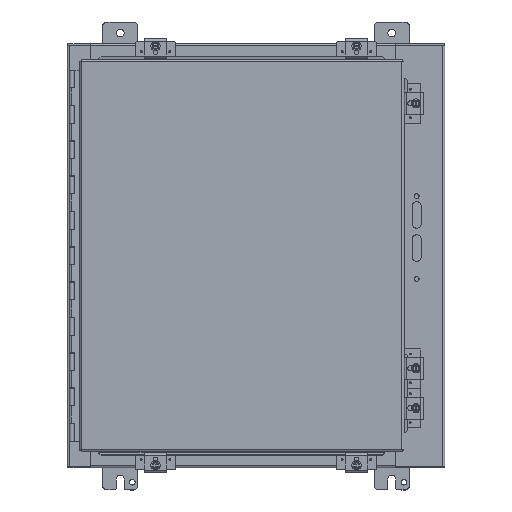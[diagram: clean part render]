
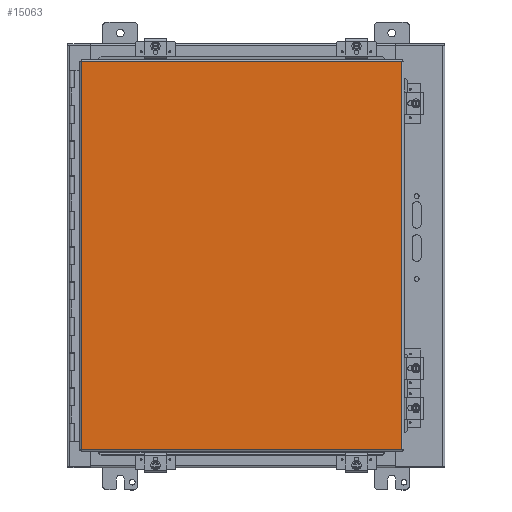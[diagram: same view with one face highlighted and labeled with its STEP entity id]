
A CAD part, top view. The second image highlights one B-rep face of the part: STEP entity #15063.
In plain terms, the highlighted planar face has unit normal (0, 0, 1).
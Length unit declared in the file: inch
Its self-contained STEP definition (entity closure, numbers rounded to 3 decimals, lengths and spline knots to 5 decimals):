
#897=PLANE('',#16256);
#1607=FACE_OUTER_BOUND('',#2514,.T.);
#2514=EDGE_LOOP('',(#12589,#12590,#12591,#12592));
#3884=LINE('',#24390,#5273);
#3890=LINE('',#24471,#5279);
#3896=LINE('',#24553,#5285);
#3903=LINE('',#24634,#5292);
#5273=VECTOR('',#19689,21.977);
#5279=VECTOR('',#19703,18.13325);
#5285=VECTOR('',#19717,21.977);
#5292=VECTOR('',#19734,18.13325);
#7133=VERTEX_POINT('',#24381);
#7134=VERTEX_POINT('',#24389);
#7137=VERTEX_POINT('',#24463);
#7141=VERTEX_POINT('',#24545);
#8988=EDGE_CURVE('',#7134,#7133,#3884,.T.);
#8998=EDGE_CURVE('',#7133,#7137,#3890,.T.);
#9008=EDGE_CURVE('',#7137,#7141,#3896,.T.);
#9019=EDGE_CURVE('',#7141,#7134,#3903,.T.);
#12589=ORIENTED_EDGE('',*,*,#8988,.T.);
#12590=ORIENTED_EDGE('',*,*,#8998,.T.);
#12591=ORIENTED_EDGE('',*,*,#9008,.T.);
#12592=ORIENTED_EDGE('',*,*,#9019,.T.);
#15063=ADVANCED_FACE('',(#1607),#897,.T.);
#16256=AXIS2_PLACEMENT_3D('',#24702,#19744,#19745);
#19689=DIRECTION('',(0.,1.,0.));
#19703=DIRECTION('',(-1.,0.,0.));
#19717=DIRECTION('',(0.,-1.,0.));
#19734=DIRECTION('',(1.,0.,0.));
#19744=DIRECTION('center_axis',(0.,0.,1.));
#19745=DIRECTION('ref_axis',(1.,0.,0.));
#24381=CARTESIAN_POINT('',(18.2385,22.08225,0.074));
#24389=CARTESIAN_POINT('',(18.2385,0.10525,0.074));
#24390=CARTESIAN_POINT('',(18.2385,5.5995,0.074));
#24463=CARTESIAN_POINT('',(0.10525,22.08225,0.074));
#24471=CARTESIAN_POINT('',(13.70519,22.08225,0.074));
#24545=CARTESIAN_POINT('',(0.10525,0.10525,0.074));
#24553=CARTESIAN_POINT('',(0.10525,16.588,0.074));
#24634=CARTESIAN_POINT('',(4.63856,0.10525,0.074));
#24702=CARTESIAN_POINT('Origin',(9.17188,11.09375,0.074));
